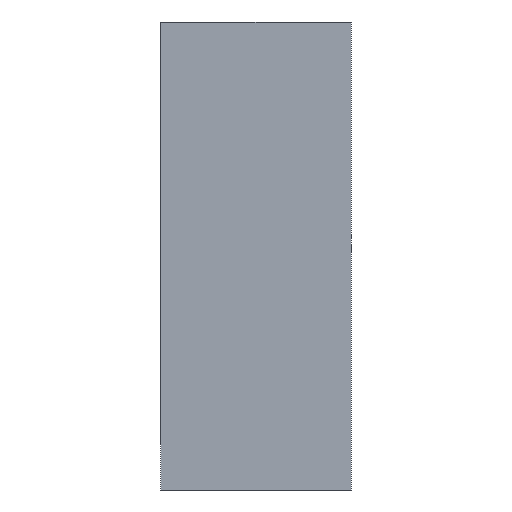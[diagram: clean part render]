
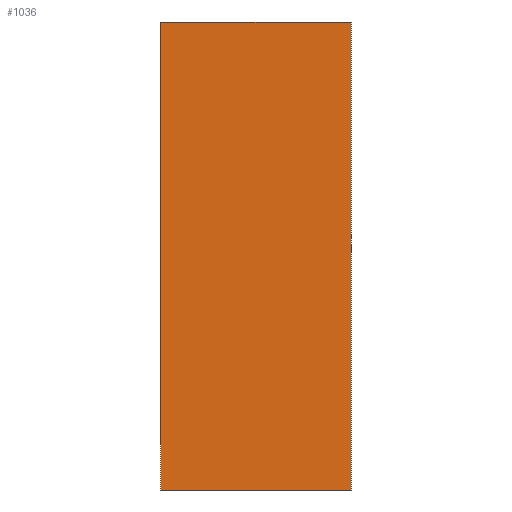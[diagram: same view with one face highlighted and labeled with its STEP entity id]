
A CAD part, left-side view. The second image highlights one B-rep face of the part: STEP entity #1036.
In plain terms, the highlighted planar face has unit normal (-1, 0, 0).
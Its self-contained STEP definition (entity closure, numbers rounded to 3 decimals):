
#24 = VECTOR ( 'NONE', #842, 1000. ) ;
#69 = DIRECTION ( 'NONE',  ( 0., -1., 0. ) ) ;
#82 = ORIENTED_EDGE ( 'NONE', *, *, #288, .T. ) ;
#126 = VERTEX_POINT ( 'NONE', #931 ) ;
#244 = LINE ( 'NONE', #817, #686 ) ;
#277 = CARTESIAN_POINT ( 'NONE',  ( -1.6, 0., 0.8 ) ) ;
#288 = EDGE_CURVE ( 'NONE', #616, #126, #336, .T. ) ;
#291 = FACE_OUTER_BOUND ( 'NONE', #702, .T. ) ;
#297 = CARTESIAN_POINT ( 'NONE',  ( -1.6, 0., 0.8 ) ) ;
#304 = EDGE_CURVE ( 'NONE', #789, #126, #517, .T. ) ;
#313 = CARTESIAN_POINT ( 'NONE',  ( -1.6, 0., -0.8 ) ) ;
#336 = LINE ( 'NONE', #313, #566 ) ;
#449 = VERTEX_POINT ( 'NONE', #499 ) ;
#477 = DIRECTION ( 'NONE',  ( 0., 0., -1. ) ) ;
#499 = CARTESIAN_POINT ( 'NONE',  ( -1.6, 0.65, 0.8 ) ) ;
#517 = LINE ( 'NONE', #277, #1195 ) ;
#566 = VECTOR ( 'NONE', #69, 1000. ) ;
#616 = VERTEX_POINT ( 'NONE', #1213 ) ;
#668 = EDGE_CURVE ( 'NONE', #449, #789, #244, .T. ) ;
#686 = VECTOR ( 'NONE', #699, 1000. ) ;
#699 = DIRECTION ( 'NONE',  ( 0., -1., 0. ) ) ;
#702 = EDGE_LOOP ( 'NONE', ( #82, #841, #811, #868 ) ) ;
#789 = VERTEX_POINT ( 'NONE', #297 ) ;
#793 = DIRECTION ( 'NONE',  ( 0., 0., -1. ) ) ;
#811 = ORIENTED_EDGE ( 'NONE', *, *, #668, .F. ) ;
#817 = CARTESIAN_POINT ( 'NONE',  ( -1.6, 0., 0.8 ) ) ;
#841 = ORIENTED_EDGE ( 'NONE', *, *, #304, .F. ) ;
#842 = DIRECTION ( 'NONE',  ( 0., 0., -1. ) ) ;
#868 = ORIENTED_EDGE ( 'NONE', *, *, #917, .T. ) ;
#917 = EDGE_CURVE ( 'NONE', #449, #616, #1070, .T. ) ;
#925 = CARTESIAN_POINT ( 'NONE',  ( -1.6, 0.65, 0.8 ) ) ;
#931 = CARTESIAN_POINT ( 'NONE',  ( -1.6, 0., -0.8 ) ) ;
#991 = AXIS2_PLACEMENT_3D ( 'NONE', #1172, #1083, #793 ) ;
#1036 = ADVANCED_FACE ( 'NONE', ( #291 ), #1076, .F. ) ;
#1070 = LINE ( 'NONE', #925, #24 ) ;
#1076 = PLANE ( 'NONE',  #991 ) ;
#1083 = DIRECTION ( 'NONE',  ( 1., 0., 0. ) ) ;
#1172 = CARTESIAN_POINT ( 'NONE',  ( -1.6, 0., 0.8 ) ) ;
#1195 = VECTOR ( 'NONE', #477, 1000. ) ;
#1213 = CARTESIAN_POINT ( 'NONE',  ( -1.6, 0.65, -0.8 ) ) ;
